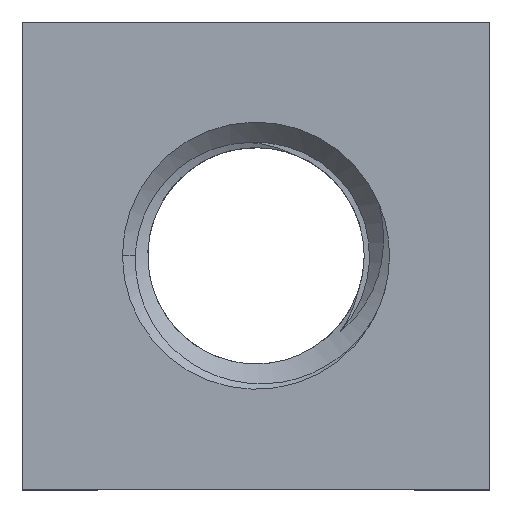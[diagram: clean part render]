
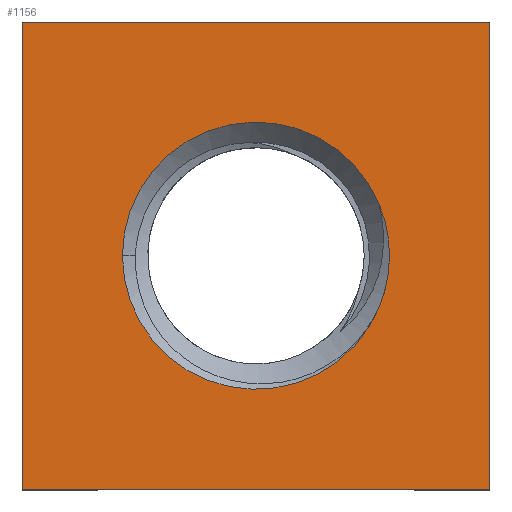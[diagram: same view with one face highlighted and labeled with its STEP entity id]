
A CAD part, top view. The second image highlights one B-rep face of the part: STEP entity #1156.
In plain terms, the highlighted planar face has unit normal (0, 0, 1).
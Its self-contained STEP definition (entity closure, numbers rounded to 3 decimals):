
#17=FACE_BOUND('',#159,.T.);
#23=PLANE('',#1242);
#93=FACE_OUTER_BOUND('',#158,.T.);
#158=EDGE_LOOP('',(#882,#883,#884,#885));
#159=EDGE_LOOP('',(#886,#887,#888,#889));
#213=CIRCLE('',#1224,2.);
#215=CIRCLE('',#1230,2.);
#219=CIRCLE('',#1243,2.);
#220=CIRCLE('',#1244,2.);
#266=LINE('',#2038,#403);
#270=LINE('',#2047,#407);
#281=LINE('',#2069,#418);
#298=LINE('',#2101,#435);
#403=VECTOR('',#1351,1000.);
#407=VECTOR('',#1357,1000.);
#418=VECTOR('',#1370,1000.);
#435=VECTOR('',#1389,1000.);
#521=VERTEX_POINT('',#1583);
#524=VERTEX_POINT('',#1600);
#533=VERTEX_POINT('',#1816);
#546=VERTEX_POINT('',#2015);
#557=VERTEX_POINT('',#2036);
#561=VERTEX_POINT('',#2045);
#571=VERTEX_POINT('',#2067);
#586=VERTEX_POINT('',#2103);
#632=EDGE_CURVE('',#521,#524,#213,.T.);
#644=EDGE_CURVE('',#533,#524,#215,.T.);
#670=EDGE_CURVE('',#546,#557,#266,.T.);
#674=EDGE_CURVE('',#557,#561,#270,.T.);
#685=EDGE_CURVE('',#561,#571,#281,.T.);
#702=EDGE_CURVE('',#571,#546,#298,.T.);
#703=EDGE_CURVE('',#586,#533,#219,.T.);
#704=EDGE_CURVE('',#586,#521,#220,.T.);
#882=ORIENTED_EDGE('',*,*,#670,.T.);
#883=ORIENTED_EDGE('',*,*,#674,.T.);
#884=ORIENTED_EDGE('',*,*,#685,.T.);
#885=ORIENTED_EDGE('',*,*,#702,.T.);
#886=ORIENTED_EDGE('',*,*,#703,.F.);
#887=ORIENTED_EDGE('',*,*,#704,.T.);
#888=ORIENTED_EDGE('',*,*,#632,.T.);
#889=ORIENTED_EDGE('',*,*,#644,.F.);
#1156=ADVANCED_FACE('',(#93,#17),#23,.T.);
#1224=AXIS2_PLACEMENT_3D('',#1611,#1302,#1303);
#1230=AXIS2_PLACEMENT_3D('',#1819,#1318,#1319);
#1242=AXIS2_PLACEMENT_3D('',#2102,#1390,#1391);
#1243=AXIS2_PLACEMENT_3D('',#2104,#1392,#1393);
#1244=AXIS2_PLACEMENT_3D('',#2105,#1394,#1395);
#1302=DIRECTION('center_axis',(0.,0.,-1.));
#1303=DIRECTION('ref_axis',(-1.,0.,0.));
#1318=DIRECTION('center_axis',(0.,0.,1.));
#1319=DIRECTION('ref_axis',(1.,0.,0.));
#1351=DIRECTION('',(0.,-1.,0.));
#1357=DIRECTION('',(1.,0.,0.));
#1370=DIRECTION('',(0.,1.,0.));
#1389=DIRECTION('',(-1.,0.,0.));
#1390=DIRECTION('center_axis',(0.,0.,1.));
#1391=DIRECTION('ref_axis',(1.,0.,0.));
#1392=DIRECTION('center_axis',(0.,0.,1.));
#1393=DIRECTION('ref_axis',(1.,0.,0.));
#1394=DIRECTION('center_axis',(0.,0.,-1.));
#1395=DIRECTION('ref_axis',(-1.,0.,0.));
#1583=CARTESIAN_POINT('',(-2.,0.,3.));
#1600=CARTESIAN_POINT('',(1.842,0.78,3.));
#1611=CARTESIAN_POINT('Origin',(0.,0.,3.));
#1816=CARTESIAN_POINT('',(2.,0.,3.));
#1819=CARTESIAN_POINT('Origin',(0.,0.,3.));
#2015=CARTESIAN_POINT('',(-3.5,3.5,3.));
#2036=CARTESIAN_POINT('',(-3.5,-3.5,3.));
#2038=CARTESIAN_POINT('',(-3.5,3.5,3.));
#2045=CARTESIAN_POINT('',(3.5,-3.5,3.));
#2047=CARTESIAN_POINT('',(-3.5,-3.5,3.));
#2067=CARTESIAN_POINT('',(3.5,3.5,3.));
#2069=CARTESIAN_POINT('',(3.5,-3.5,3.));
#2101=CARTESIAN_POINT('',(3.5,3.5,3.));
#2102=CARTESIAN_POINT('Origin',(0.,0.,3.));
#2103=CARTESIAN_POINT('',(1.842,-0.78,3.));
#2104=CARTESIAN_POINT('Origin',(0.,0.,3.));
#2105=CARTESIAN_POINT('Origin',(0.,0.,3.));
